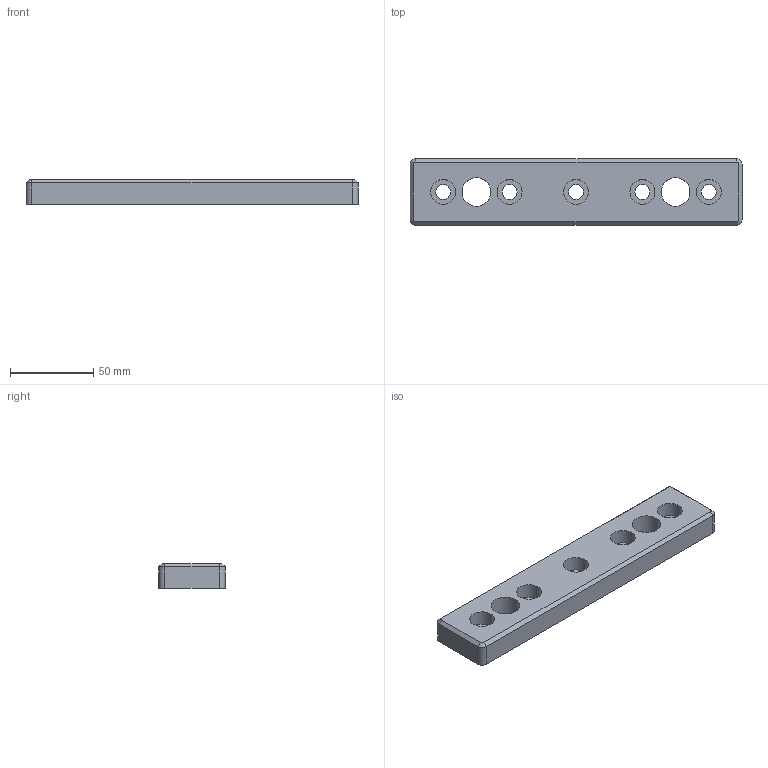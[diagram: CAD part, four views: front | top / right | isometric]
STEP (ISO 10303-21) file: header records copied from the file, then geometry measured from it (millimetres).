
FILE_DESCRIPTION((''),'2;1');
FILE_NAME('SZ0269V-A.stp','2013-08-22T07:35:30',('janine behrens'),(''),'Autodesk Inventor 2012','Autodesk Inventor 2012','');
FILE_SCHEMA(('AUTOMOTIVE_DESIGN { 1 0 10303 214 1 1 1 1 }'));
Length unit declared in the file: millimetre
Products named in the file (1): SZ0269V-A
Bounding box: 200 x 40 x 15 mm (x, y, z)
Volume: 101995 mm3; surface area: 25551.3 mm2
Topology: 1 solids, 1 shells, 35 faces, 78 edges, 50 vertices
Faces by surface type: cylinder 16, plane 15, cone 4
Full cylindrical faces by diameter (mm): 9 x5, 15 x5, 17.294 x2
Entity records: 956 total; most frequent: DIRECTION 172, CARTESIAN_POINT 148, ORIENTED_EDGE 128, AXIS2_PLACEMENT_3D 72, EDGE_LOOP 66, EDGE_CURVE 64, VERTEX_POINT 48, CIRCLE 36
